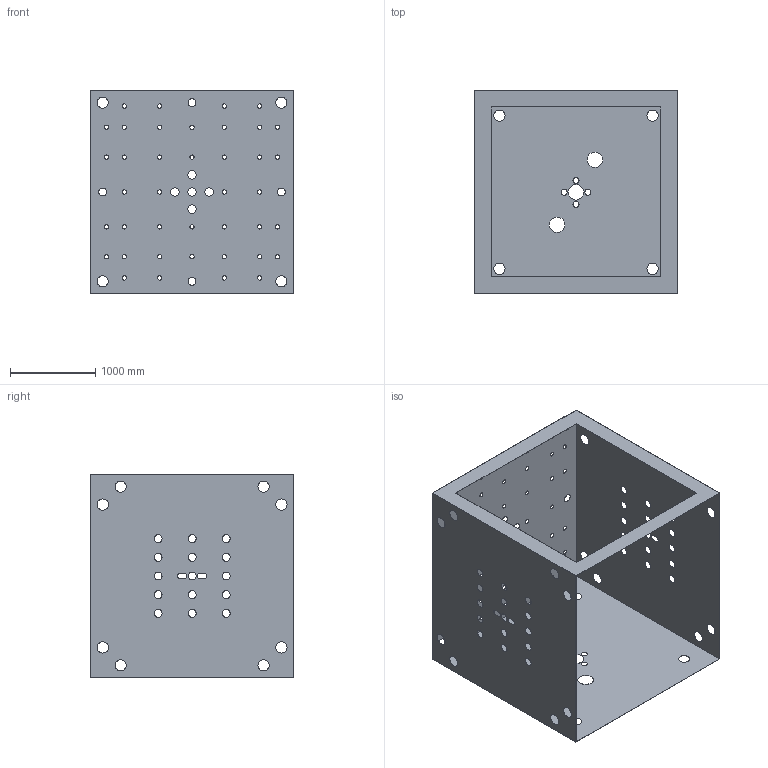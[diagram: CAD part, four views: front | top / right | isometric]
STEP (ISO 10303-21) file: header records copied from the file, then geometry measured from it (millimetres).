
FILE_DESCRIPTION (( 'STEP AP214' ), '1' );
FILE_NAME ('layer5_body.STEP', '2024-06-13T21:39:41', ( '' ), ( '' ), 'SwSTEP 2.0', 'SolidWorks 2023', '' );
FILE_SCHEMA (( 'AUTOMOTIVE_DESIGN' ));
Length unit declared in the file: metre
Products named in the file (2): layer5_body
Assembly tree (1 placements, depth 2):
  layer5_body
    layer5_body
Bounding box: 2390 x 2388 x 2390 mm (x, y, z)
Volume: 47448425.3 mm3; surface area: 47546574.1 mm2
Topology: 1 solids, 1 shells, 251 faces, 744 edges, 496 vertices
Faces by surface type: cylinder 228, plane 23
Entity records: 9189 total; most frequent: DIRECTION 1710, CARTESIAN_POINT 1495, ORIENTED_EDGE 1488, EDGE_CURVE 744, AXIS2_PLACEMENT_3D 711, VERTEX_POINT 496, EDGE_LOOP 482, CIRCLE 456
